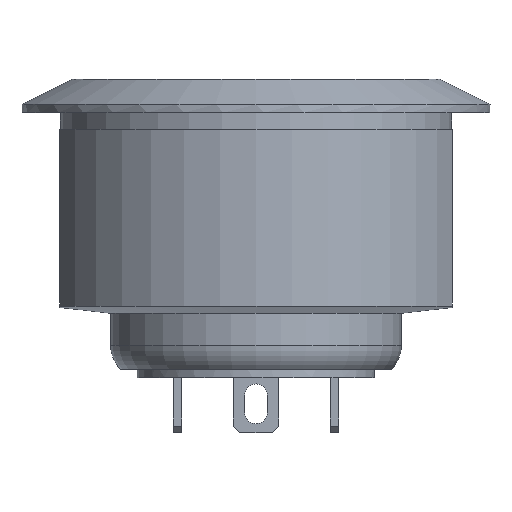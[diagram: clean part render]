
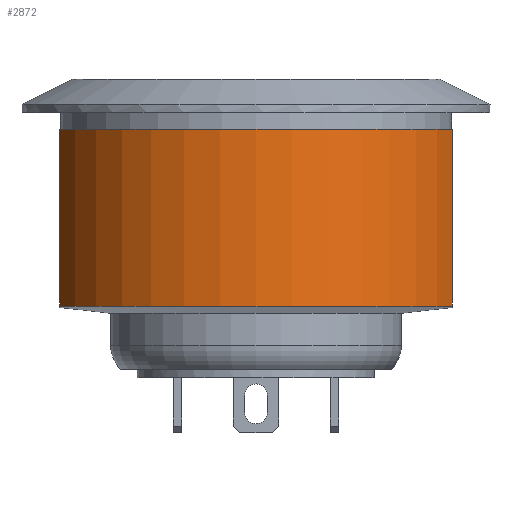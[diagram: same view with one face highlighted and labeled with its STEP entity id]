
A CAD part, front view. The second image highlights one B-rep face of the part: STEP entity #2872.
In plain terms, the highlighted cylindrical face has radius 12.5 mm (diameter 25 mm), a partial arc.
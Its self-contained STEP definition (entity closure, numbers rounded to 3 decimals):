
#39=CYLINDRICAL_SURFACE('',#3139,12.5);
#158=CIRCLE('',#3135,12.5);
#162=CIRCLE('',#3140,12.5);
#319=FACE_OUTER_BOUND('',#487,.T.);
#487=EDGE_LOOP('',(#2545,#2546,#2547,#2548));
#786=LINE('',#4771,#1081);
#791=LINE('',#4785,#1086);
#1081=VECTOR('',#3914,10.);
#1086=VECTOR('',#3921,10.);
#1344=VERTEX_POINT('',#4765);
#1346=VERTEX_POINT('',#4770);
#1349=VERTEX_POINT('',#4777);
#1351=VERTEX_POINT('',#4783);
#1748=EDGE_CURVE('',#1346,#1344,#786,.T.);
#1754=EDGE_CURVE('',#1349,#1351,#791,.T.);
#1755=EDGE_CURVE('',#1346,#1351,#158,.T.);
#1759=EDGE_CURVE('',#1344,#1349,#162,.T.);
#2545=ORIENTED_EDGE('',*,*,#1748,.T.);
#2546=ORIENTED_EDGE('',*,*,#1759,.T.);
#2547=ORIENTED_EDGE('',*,*,#1754,.T.);
#2548=ORIENTED_EDGE('',*,*,#1755,.F.);
#2872=ADVANCED_FACE('',(#319),#39,.T.);
#3135=AXIS2_PLACEMENT_3D('',#4787,#3924,#3925);
#3139=AXIS2_PLACEMENT_3D('',#4793,#3932,#3933);
#3140=AXIS2_PLACEMENT_3D('',#4794,#3934,#3935);
#3914=DIRECTION('',(0.,0.,-1.));
#3921=DIRECTION('',(0.,0.,1.));
#3924=DIRECTION('center_axis',(0.,0.,1.));
#3925=DIRECTION('ref_axis',(0.,-1.,0.));
#3932=DIRECTION('center_axis',(0.,0.,1.));
#3933=DIRECTION('ref_axis',(0.,-1.,0.));
#3934=DIRECTION('center_axis',(0.,0.,1.));
#3935=DIRECTION('ref_axis',(0.,-1.,0.));
#4765=CARTESIAN_POINT('',(-11.75,-4.265,-11.567));
#4770=CARTESIAN_POINT('',(-11.75,-4.265,-1.));
#4771=CARTESIAN_POINT('',(-11.75,-4.265,-6.283));
#4777=CARTESIAN_POINT('',(11.75,-4.265,-11.567));
#4783=CARTESIAN_POINT('',(11.75,-4.265,-1.));
#4785=CARTESIAN_POINT('',(11.75,-4.265,-6.283));
#4787=CARTESIAN_POINT('Origin',(0.,0.,-1.));
#4793=CARTESIAN_POINT('Origin',(0.,0.,-6.283));
#4794=CARTESIAN_POINT('Origin',(0.,0.,-11.567));
